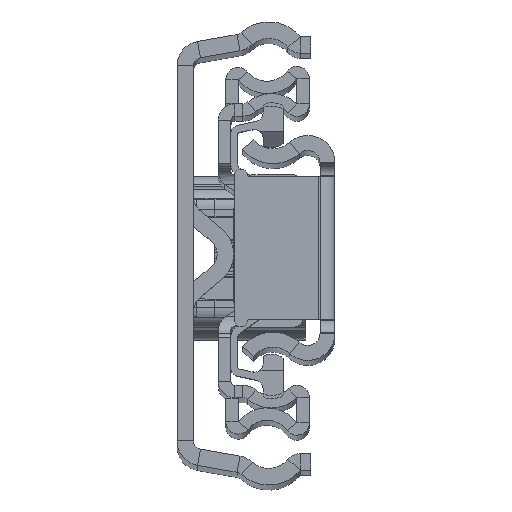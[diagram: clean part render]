
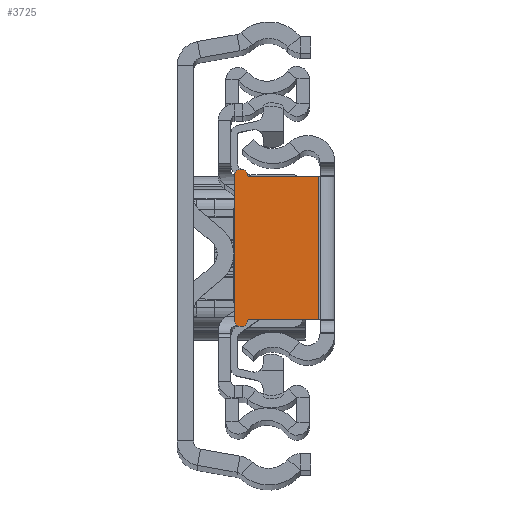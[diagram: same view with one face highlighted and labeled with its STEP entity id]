
A CAD part, top view. The second image highlights one B-rep face of the part: STEP entity #3725.
In plain terms, the highlighted planar face has unit normal (0, 0, 1).
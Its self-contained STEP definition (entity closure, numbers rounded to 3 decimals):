
#220 = DIRECTION ( 'NONE',  ( -1., 0., 0. ) ) ;
#237 = VECTOR ( 'NONE', #18338, 1000. ) ;
#1095 = CARTESIAN_POINT ( 'NONE',  ( -11.35, 8.65, 0. ) ) ;
#1343 = CIRCLE ( 'NONE', #37676, 0.85 ) ;
#2536 = VECTOR ( 'NONE', #33505, 1000. ) ;
#3594 = CARTESIAN_POINT ( 'NONE',  ( -12.2, 8.65, 0. ) ) ;
#3725 = ADVANCED_FACE ( 'NONE', ( #21008 ), #24463, .T. ) ;
#4638 = ORIENTED_EDGE ( 'NONE', *, *, #17548, .T. ) ;
#4780 = VERTEX_POINT ( 'NONE', #14012 ) ;
#5570 = ORIENTED_EDGE ( 'NONE', *, *, #7403, .F. ) ;
#5921 = EDGE_CURVE ( 'NONE', #8600, #23965, #1343, .T. ) ;
#6011 = CARTESIAN_POINT ( 'NONE',  ( -1.8, 8.65, 0. ) ) ;
#7403 = EDGE_CURVE ( 'NONE', #8112, #4780, #14829, .T. ) ;
#7650 = EDGE_CURVE ( 'NONE', #8600, #16421, #20675, .T. ) ;
#8112 = VERTEX_POINT ( 'NONE', #24067 ) ;
#8171 = LINE ( 'NONE', #22286, #11232 ) ;
#8221 = VERTEX_POINT ( 'NONE', #27730 ) ;
#8600 = VERTEX_POINT ( 'NONE', #20958 ) ;
#9713 = EDGE_LOOP ( 'NONE', ( #18425, #17937, #5570, #4638, #27257, #34111 ) ) ;
#10366 = DIRECTION ( 'NONE',  ( 0., 0., 1. ) ) ;
#11124 = AXIS2_PLACEMENT_3D ( 'NONE', #23226, #26665, #220 ) ;
#11232 = VECTOR ( 'NONE', #16490, 1000. ) ;
#12188 = VECTOR ( 'NONE', #33084, 1000. ) ;
#14012 = CARTESIAN_POINT ( 'NONE',  ( -10.5, -8.65, 0. ) ) ;
#14829 = LINE ( 'NONE', #23703, #12188 ) ;
#15790 = CARTESIAN_POINT ( 'NONE',  ( 0., 0., 0. ) ) ;
#16421 = VERTEX_POINT ( 'NONE', #20287 ) ;
#16490 = DIRECTION ( 'NONE',  ( 0., 1., 0. ) ) ;
#17073 = EDGE_CURVE ( 'NONE', #8221, #23965, #24824, .T. ) ;
#17548 = EDGE_CURVE ( 'NONE', #8112, #16421, #8171, .T. ) ;
#17937 = ORIENTED_EDGE ( 'NONE', *, *, #35968, .T. ) ;
#18338 = DIRECTION ( 'NONE',  ( 1., 0., 0. ) ) ;
#18425 = ORIENTED_EDGE ( 'NONE', *, *, #17073, .F. ) ;
#20287 = CARTESIAN_POINT ( 'NONE',  ( -2., 8.65, 0. ) ) ;
#20675 = LINE ( 'NONE', #6011, #237 ) ;
#20958 = CARTESIAN_POINT ( 'NONE',  ( -10.5, 8.65, 0. ) ) ;
#21008 = FACE_OUTER_BOUND ( 'NONE', #9713, .T. ) ;
#22286 = CARTESIAN_POINT ( 'NONE',  ( -2., 0., 0. ) ) ;
#23226 = CARTESIAN_POINT ( 'NONE',  ( -11.35, -8.65, 0. ) ) ;
#23532 = AXIS2_PLACEMENT_3D ( 'NONE', #15790, #27544, #32762 ) ;
#23703 = CARTESIAN_POINT ( 'NONE',  ( -12.2, -8.65, 0. ) ) ;
#23965 = VERTEX_POINT ( 'NONE', #29467 ) ;
#24067 = CARTESIAN_POINT ( 'NONE',  ( -2., -8.65, 0. ) ) ;
#24463 = PLANE ( 'NONE',  #23532 ) ;
#24824 = LINE ( 'NONE', #3594, #2536 ) ;
#26500 = CIRCLE ( 'NONE', #11124, 0.85 ) ;
#26665 = DIRECTION ( 'NONE',  ( 0., 0., 1. ) ) ;
#27257 = ORIENTED_EDGE ( 'NONE', *, *, #7650, .F. ) ;
#27544 = DIRECTION ( 'NONE',  ( 0., 0., 1. ) ) ;
#27730 = CARTESIAN_POINT ( 'NONE',  ( -12.2, -8.65, 0. ) ) ;
#29467 = CARTESIAN_POINT ( 'NONE',  ( -12.2, 8.65, 0. ) ) ;
#32762 = DIRECTION ( 'NONE',  ( 1., 0., 0. ) ) ;
#32942 = DIRECTION ( 'NONE',  ( 1., 0., 0. ) ) ;
#33084 = DIRECTION ( 'NONE',  ( -1., 0., 0. ) ) ;
#33505 = DIRECTION ( 'NONE',  ( 0., 1., 0. ) ) ;
#34111 = ORIENTED_EDGE ( 'NONE', *, *, #5921, .T. ) ;
#35968 = EDGE_CURVE ( 'NONE', #8221, #4780, #26500, .T. ) ;
#37676 = AXIS2_PLACEMENT_3D ( 'NONE', #1095, #10366, #32942 ) ;
